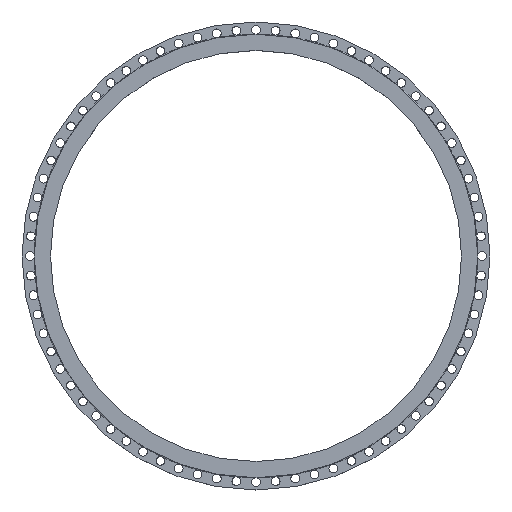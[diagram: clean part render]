
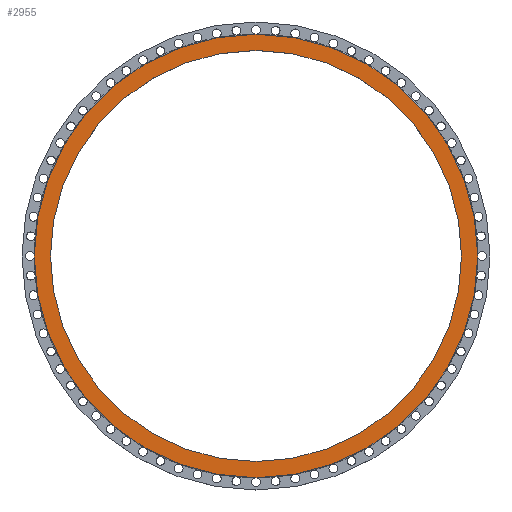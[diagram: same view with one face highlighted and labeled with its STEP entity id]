
A CAD part, top view. The second image highlights one B-rep face of the part: STEP entity #2955.
In plain terms, the highlighted planar face has unit normal (0, 0, 1).
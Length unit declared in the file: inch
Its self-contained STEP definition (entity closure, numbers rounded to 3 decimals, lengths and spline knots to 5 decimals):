
#140 = AXIS2_PLACEMENT_3D ( 'NONE', #1403, #4670, #6826 ) ;
#570 = CIRCLE ( 'NONE', #1131, 32.5 ) ;
#721 = CARTESIAN_POINT ( 'NONE',  ( -35.0625, 0., 0. ) ) ;
#1094 = ORIENTED_EDGE ( 'NONE', *, *, #2403, .F. ) ;
#1104 = CIRCLE ( 'NONE', #4356, 32.5 ) ;
#1131 = AXIS2_PLACEMENT_3D ( 'NONE', #5615, #4023, #1361 ) ;
#1361 = DIRECTION ( 'NONE',  ( 1., 0., 0. ) ) ;
#1403 = CARTESIAN_POINT ( 'NONE',  ( 0., 32.5, 0. ) ) ;
#1865 = ORIENTED_EDGE ( 'NONE', *, *, #3994, .T. ) ;
#1999 = DIRECTION ( 'NONE',  ( 0., 0., 1. ) ) ;
#2341 = CARTESIAN_POINT ( 'NONE',  ( 0., 0., 0. ) ) ;
#2403 = EDGE_CURVE ( 'NONE', #5082, #6915, #570, .T. ) ;
#2454 = DIRECTION ( 'NONE',  ( 1., 0., 0. ) ) ;
#2781 = CARTESIAN_POINT ( 'NONE',  ( -32.5, 0., 0. ) ) ;
#2794 = CIRCLE ( 'NONE', #6730, 35.0625 ) ;
#2955 = ADVANCED_FACE ( 'NONE', ( #4781, #6929 ), #6232, .F. ) ;
#3022 = DIRECTION ( 'NONE',  ( 1., 0., 0. ) ) ;
#3452 = VERTEX_POINT ( 'NONE', #5142 ) ;
#3471 = CARTESIAN_POINT ( 'NONE',  ( 0., 0., 0. ) ) ;
#3778 = VERTEX_POINT ( 'NONE', #721 ) ;
#3994 = EDGE_CURVE ( 'NONE', #3778, #3452, #5757, .T. ) ;
#4023 = DIRECTION ( 'NONE',  ( 0., 0., 1. ) ) ;
#4062 = ORIENTED_EDGE ( 'NONE', *, *, #6126, .F. ) ;
#4102 = ORIENTED_EDGE ( 'NONE', *, *, #6842, .T. ) ;
#4356 = AXIS2_PLACEMENT_3D ( 'NONE', #2341, #6615, #5093 ) ;
#4468 = CARTESIAN_POINT ( 'NONE',  ( 32.5, 0., 0. ) ) ;
#4656 = CARTESIAN_POINT ( 'NONE',  ( 0., 0., 0. ) ) ;
#4670 = DIRECTION ( 'NONE',  ( 0., 0., -1. ) ) ;
#4781 = FACE_BOUND ( 'NONE', #6230, .T. ) ;
#4977 = AXIS2_PLACEMENT_3D ( 'NONE', #3471, #1999, #2454 ) ;
#5082 = VERTEX_POINT ( 'NONE', #4468 ) ;
#5093 = DIRECTION ( 'NONE',  ( 1., 0., 0. ) ) ;
#5142 = CARTESIAN_POINT ( 'NONE',  ( 35.0625, 0., 0. ) ) ;
#5615 = CARTESIAN_POINT ( 'NONE',  ( 0., 0., 0. ) ) ;
#5757 = CIRCLE ( 'NONE', #4977, 35.0625 ) ;
#6126 = EDGE_CURVE ( 'NONE', #6915, #5082, #1104, .T. ) ;
#6230 = EDGE_LOOP ( 'NONE', ( #1094, #4062 ) ) ;
#6232 = PLANE ( 'NONE',  #140 ) ;
#6321 = DIRECTION ( 'NONE',  ( 0., 0., 1. ) ) ;
#6615 = DIRECTION ( 'NONE',  ( 0., 0., 1. ) ) ;
#6673 = EDGE_LOOP ( 'NONE', ( #4102, #1865 ) ) ;
#6730 = AXIS2_PLACEMENT_3D ( 'NONE', #4656, #6321, #3022 ) ;
#6826 = DIRECTION ( 'NONE',  ( -1., 0., 0. ) ) ;
#6842 = EDGE_CURVE ( 'NONE', #3452, #3778, #2794, .T. ) ;
#6915 = VERTEX_POINT ( 'NONE', #2781 ) ;
#6929 = FACE_OUTER_BOUND ( 'NONE', #6673, .T. ) ;
